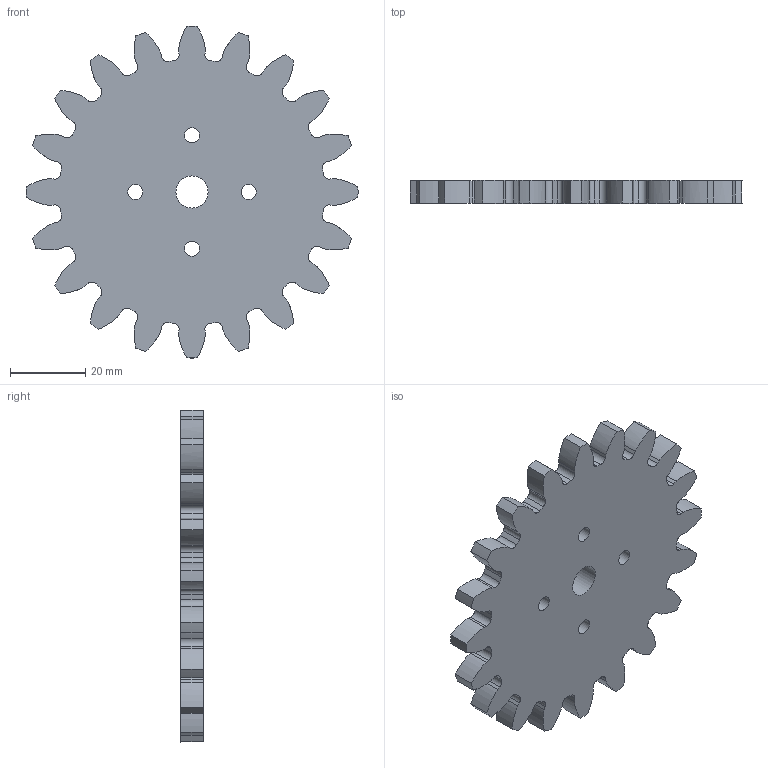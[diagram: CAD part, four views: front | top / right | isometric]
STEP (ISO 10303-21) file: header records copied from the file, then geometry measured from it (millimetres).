
FILE_DESCRIPTION(/* description */ (''),/* implementation_level */ '2;1');
FILE_NAME(/* name */ 'Pinion.step',/* time_stamp */ '2020-04-03T12:52:14+07:00',/* author */ (''),/* organization */ (''),/* preprocessor_version */ 'ST-DEVELOPER v18',/* originating_system */ 'Autodesk Translation Framework v8.12.0.6',/* authorisation */ '');
FILE_SCHEMA (('AUTOMOTIVE_DESIGN { 1 0 10303 214 3 1 1 }'));
Length unit declared in the file: millimetre
Products named in the file (2): Upper Gear_4x20; Spur Gear (20 teeth)
Assembly tree (1 placements, depth 2):
  Upper Gear_4x20
    Spur Gear (20 teeth)
Bounding box: 88 x 6 x 88 mm (x, y, z)
Volume: 28966.1 mm3; surface area: 13120.7 mm2
Topology: 1 solids, 1 shells, 299 faces, 858 edges, 572 vertices
Faces by surface type: plane 112, bspline 102, cylinder 85
Full cylindrical faces by diameter (mm): 4 x4, 8.5 x1
Entity records: 22161 total; most frequent: CARTESIAN_POINT 14872, ORIENTED_EDGE 1716, DIRECTION 1224, EDGE_CURVE 858, VERTEX_POINT 572, LINE 484, VECTOR 484, AXIS2_PLACEMENT_3D 370
